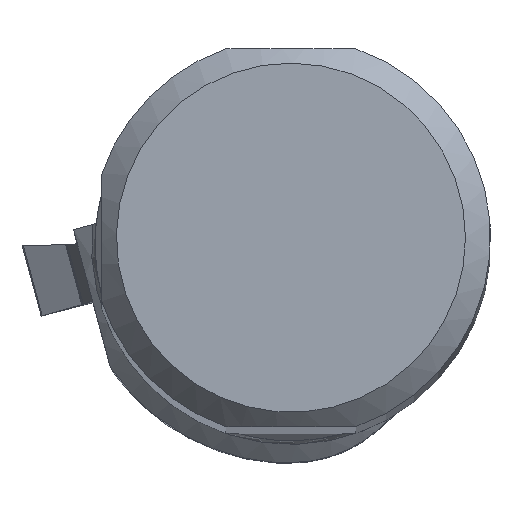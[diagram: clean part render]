
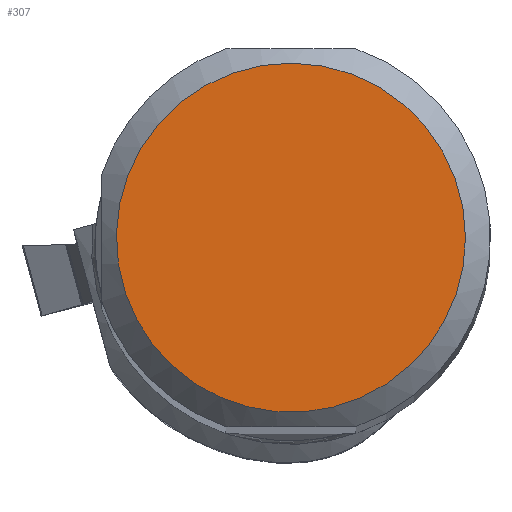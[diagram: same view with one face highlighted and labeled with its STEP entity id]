
A CAD part, top view. The second image highlights one B-rep face of the part: STEP entity #307.
In plain terms, the highlighted planar face has unit normal (0, 0, 1).
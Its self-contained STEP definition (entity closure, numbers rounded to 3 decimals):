
#225=CIRCLE('',#2199,13.864);
#307=ADVANCED_FACE('CU_SU_BP3',(#456),#370,.T.);
#370=PLANE('',#2200);
#456=FACE_OUTER_BOUND('',#559,.T.);
#559=EDGE_LOOP('',(#1080));
#1080=ORIENTED_EDGE('',*,*,#1638,.T.);
#1375=VERTEX_POINT('',#4228);
#1638=EDGE_CURVE('',#1375,#1375,#225,.T.);
#2199=AXIS2_PLACEMENT_3D('',#4227,#2670,#2671);
#2200=AXIS2_PLACEMENT_3D('',#4229,#2672,#2673);
#2670=DIRECTION('',(0.,0.,1.));
#2671=DIRECTION('',(1.,0.,0.));
#2672=DIRECTION('',(0.,0.,1.));
#2673=DIRECTION('',(1.,0.,0.));
#4227=CARTESIAN_POINT('',(0.,0.,0.));
#4228=CARTESIAN_POINT('',(13.864,0.,0.));
#4229=CARTESIAN_POINT('',(0.,0.,
0.));
